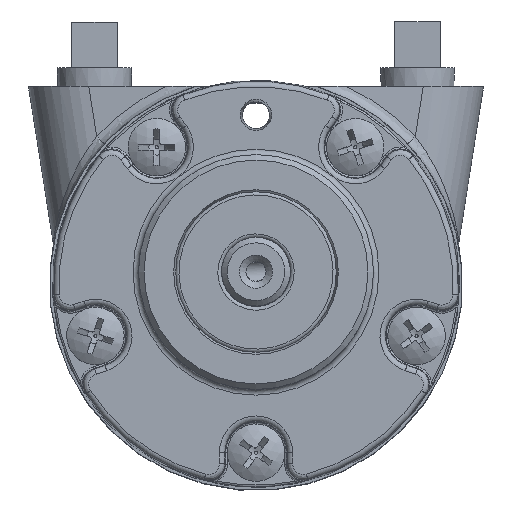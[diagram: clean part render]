
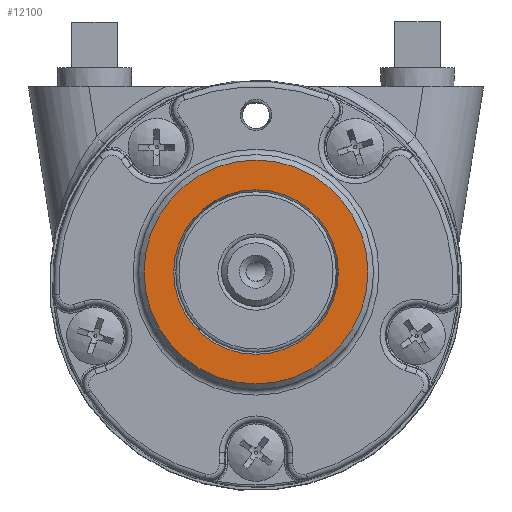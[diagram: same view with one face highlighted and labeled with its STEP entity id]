
A CAD part, top view. The second image highlights one B-rep face of the part: STEP entity #12100.
In plain terms, the highlighted face is planar.
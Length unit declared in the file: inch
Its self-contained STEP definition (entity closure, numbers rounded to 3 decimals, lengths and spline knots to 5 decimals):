
#1300 = VERTEX_POINT ( 'NONE', #9258 ) ;
#2577 = AXIS2_PLACEMENT_3D ( 'NONE', #21426, #12015, #11768 ) ;
#4021 = EDGE_LOOP ( 'NONE', ( #14511 ) ) ;
#4109 = FACE_BOUND ( 'NONE', #16235, .T. ) ;
#5933 = DIRECTION ( 'NONE',  ( 1., 0., 0. ) ) ;
#6188 = DIRECTION ( 'NONE',  ( 0., 1., 0. ) ) ;
#6456 = PLANE ( 'NONE',  #9076 ) ;
#8778 = DIRECTION ( 'NONE',  ( 1., 0., 0. ) ) ;
#8926 = CARTESIAN_POINT ( 'NONE',  ( 0.98, 0.673, 0. ) ) ;
#9049 = VERTEX_POINT ( 'NONE', #8926 ) ;
#9076 = AXIS2_PLACEMENT_3D ( 'NONE', #18556, #8778, #14758 ) ;
#9258 = CARTESIAN_POINT ( 'NONE',  ( 0.98, 0.51137, 0. ) ) ;
#9713 = EDGE_CURVE ( 'NONE', #9049, #9049, #15224, .T. ) ;
#11768 = DIRECTION ( 'NONE',  ( 0., 1., 0. ) ) ;
#12015 = DIRECTION ( 'NONE',  ( 1., 0., 0. ) ) ;
#12040 = FACE_OUTER_BOUND ( 'NONE', #4021, .T. ) ;
#12100 = ADVANCED_FACE ( 'NONE', ( #4109, #12040 ), #6456, .T. ) ;
#14511 = ORIENTED_EDGE ( 'NONE', *, *, #9713, .T. ) ;
#14758 = DIRECTION ( 'NONE',  ( 0., 1., 0. ) ) ;
#15224 = CIRCLE ( 'NONE', #20230, 0.61 ) ;
#16235 = EDGE_LOOP ( 'NONE', ( #17804 ) ) ;
#17804 = ORIENTED_EDGE ( 'NONE', *, *, #20532, .F. ) ;
#18556 = CARTESIAN_POINT ( 'NONE',  ( 0.98, 0.673, 0. ) ) ;
#20230 = AXIS2_PLACEMENT_3D ( 'NONE', #21691, #5933, #6188 ) ;
#20532 = EDGE_CURVE ( 'NONE', #1300, #1300, #25057, .T. ) ;
#21426 = CARTESIAN_POINT ( 'NONE',  ( 0.98, 0.063, 0. ) ) ;
#21691 = CARTESIAN_POINT ( 'NONE',  ( 0.98, 0.063, 0. ) ) ;
#25057 = CIRCLE ( 'NONE', #2577, 0.44837 ) ;
